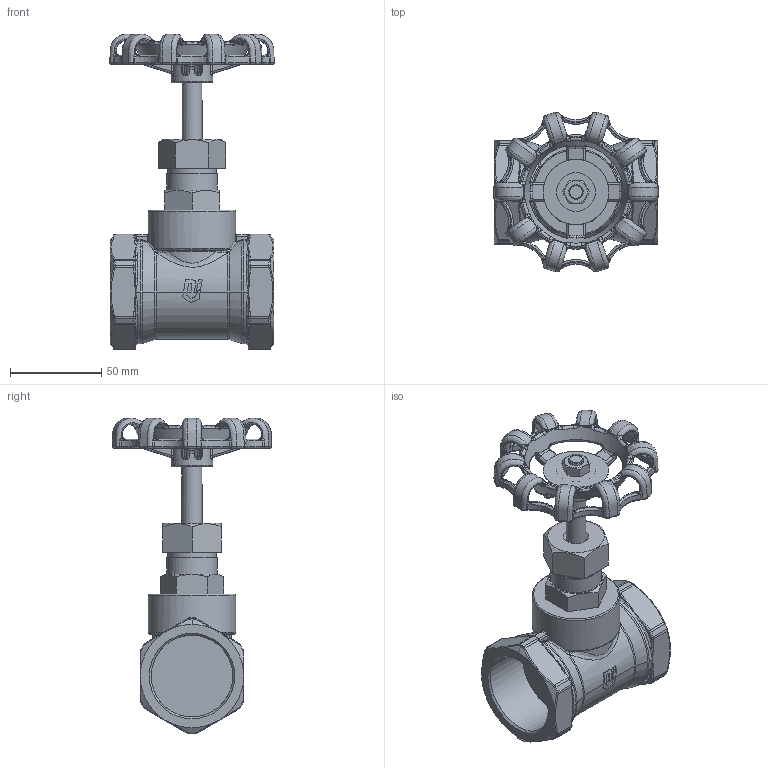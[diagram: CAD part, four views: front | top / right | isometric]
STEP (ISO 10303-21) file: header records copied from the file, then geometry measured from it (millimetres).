
FILE_DESCRIPTION(('HOOPS Exchange Step'),'2;1');
FILE_NAME('AV11_DN40.stp','2026-01-29T15:41:31+01:00',('nieru'),('Unknown organisation'),'HOOPS Exchange 2024.2','HOOPS Exchange','Unknown authorisation');
FILE_SCHEMA( ('AP203_CONFIGURATION_CONTROLLED_3D_DESIGN_OF_MECHANICAL_PARTS_AND_ASSEMBLIES_MIM_LF') );
Length unit declared in the file: millimetre
Products named in the file (2): 0; root
Assembly tree (1 placements, depth 2):
  root
    0
Bounding box: 90.34 x 87.76 x 173.38 mm (x, y, z)
Volume: 230601.6 mm3; surface area: 56778.5 mm2
Topology: 3 solids, 3 shells, 1536 faces, 3801 edges, 2254 vertices
Faces by surface type: bspline 952, cylinder 213, plane 167, torus 166, cone 38
Full cylindrical faces by diameter (mm): 8 x2, 11 x1, 23 x1, 26.44 x1, 28 x1, 44.845 x2, 48 x1
Entity records: 181972 total; most frequent: CARTESIAN_POINT 151687, ORIENTED_EDGE 7586, DIRECTION 4273, EDGE_CURVE 3793, VERTEX_POINT 2254, B_SPLINE_CURVE_WITH_KNOTS 2020, AXIS2_PLACEMENT_3D 1913, EDGE_LOOP 1557
